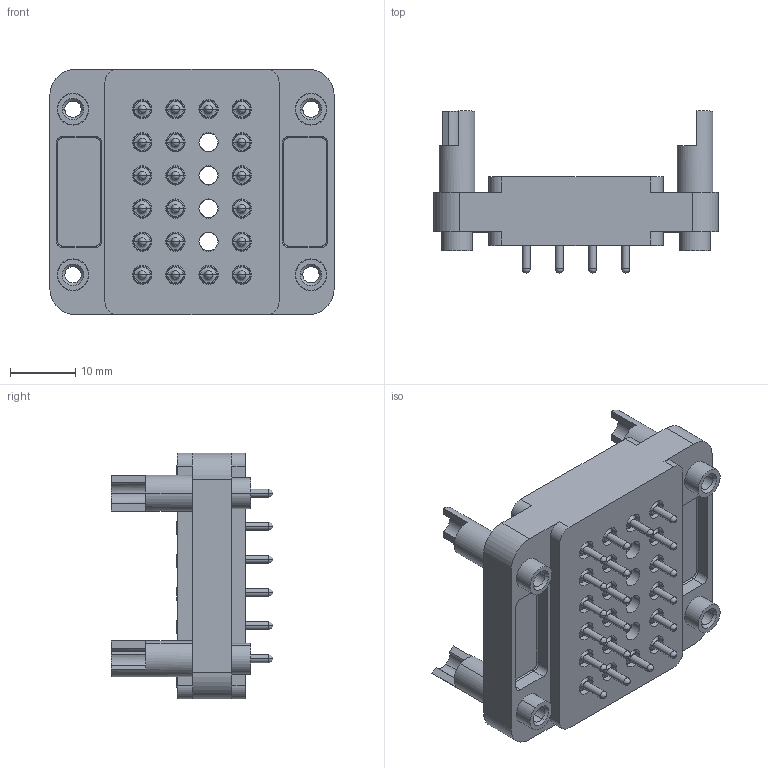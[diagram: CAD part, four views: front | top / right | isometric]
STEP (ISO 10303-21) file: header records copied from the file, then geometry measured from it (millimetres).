
FILE_DESCRIPTION((''),'2;1');
FILE_NAME('34068101301','2020-06-11T',('presta_be4'),(''),'CREO PARAMETRIC BY PTC INC, 2018360','CREO PARAMETRIC BY PTC INC, 2018360','');
FILE_SCHEMA(('CONFIG_CONTROL_DESIGN'));
Length unit declared in the file: millimetre
Products named in the file (1): 34068101301
Bounding box: 43.6 x 24.8 x 37.7 mm (x, y, z)
Volume: 12926.6 mm3; surface area: 12293 mm2
Topology: 1 solids, 1 shells, 1680 faces, 4347 edges, 2770 vertices
Faces by surface type: plane 844, cylinder 436, cone 224, torus 136, sphere 40
Entity records: 52193 total; most frequent: CARTESIAN_POINT 10709, DIRECTION 8875, ORIENTED_EDGE 8534, EDGE_CURVE 4267, AXIS2_PLACEMENT_3D 3264, VERTEX_POINT 2770, VECTOR 2347, LINE 2347
